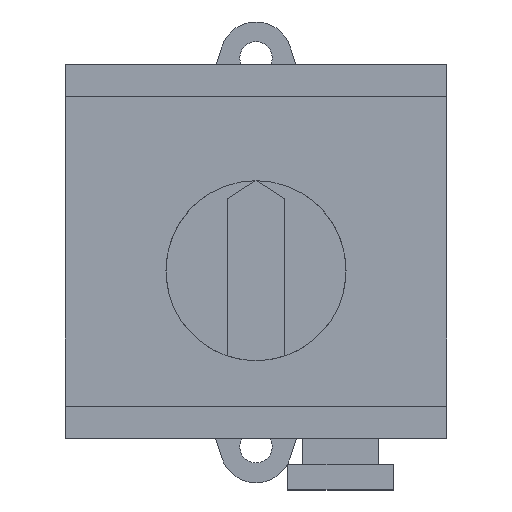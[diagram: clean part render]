
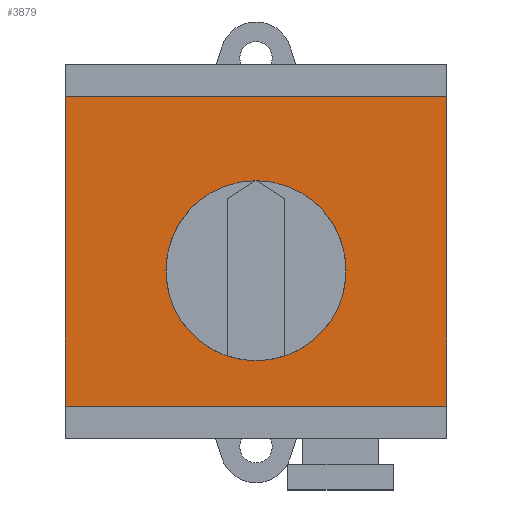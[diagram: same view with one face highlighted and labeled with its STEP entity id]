
A CAD part, top view. The second image highlights one B-rep face of the part: STEP entity #3879.
In plain terms, the highlighted planar face has unit normal (0, 0, 1).
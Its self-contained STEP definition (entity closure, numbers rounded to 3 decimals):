
#3823=CARTESIAN_POINT('',(-4.0,21.401,78.5));
#3824=VERTEX_POINT('',#3823);
#3831=CARTESIAN_POINT('',(49.0,21.401,78.5));
#3832=VERTEX_POINT('',#3831);
#3833=CARTESIAN_POINT('',(49.0,21.401,78.5));
#3834=DIRECTION('',(-1.0,0.0,0.0));
#3835=VECTOR('',#3834,53.0);
#3836=LINE('',#3833,#3835);
#3837=EDGE_CURVE('',#3832,#3824,#3836,.T.);
#3849=CARTESIAN_POINT('',(49.0,21.401,78.5));
#3850=DIRECTION('',(0.0,0.0,1.0));
#3851=DIRECTION('',(1.0,0.0,0.0));
#3852=AXIS2_PLACEMENT_3D('',#3849,#3850,#3851);
#3853=PLANE('',#3852);
#3854=CARTESIAN_POINT('',(-4.,-21.599,78.5));
#3855=VERTEX_POINT('',#3854);
#3856=CARTESIAN_POINT('',(-4.,21.401,78.5));
#3857=DIRECTION('',(0.0,-1.0,0.0));
#3858=VECTOR('',#3857,43.);
#3859=LINE('',#3856,#3858);
#3860=EDGE_CURVE('',#3824,#3855,#3859,.T.);
#3861=ORIENTED_EDGE('',*,*,#3860,.T.);
#3862=CARTESIAN_POINT('',(49.0,-21.599,78.5));
#3863=VERTEX_POINT('',#3862);
#3864=CARTESIAN_POINT('',(49.0,-21.599,78.5));
#3865=DIRECTION('',(-1.0,0.0,0.0));
#3866=VECTOR('',#3865,53.);
#3867=LINE('',#3864,#3866);
#3868=EDGE_CURVE('',#3863,#3855,#3867,.T.);
#3869=ORIENTED_EDGE('',*,*,#3868,.F.);
#3870=CARTESIAN_POINT('',(49.0,-21.599,78.5));
#3871=DIRECTION('',(0.0,1.0,0.0));
#3872=VECTOR('',#3871,43.);
#3873=LINE('',#3870,#3872);
#3874=EDGE_CURVE('',#3863,#3832,#3873,.T.);
#3875=ORIENTED_EDGE('',*,*,#3874,.T.);
#3876=ORIENTED_EDGE('',*,*,#3837,.T.);
#3877=EDGE_LOOP('',(#3861,#3869,#3875,#3876));
#3878=FACE_OUTER_BOUND('',#3877,.T.);
#3879=ADVANCED_FACE('',(#3878),#3853,.T.);
